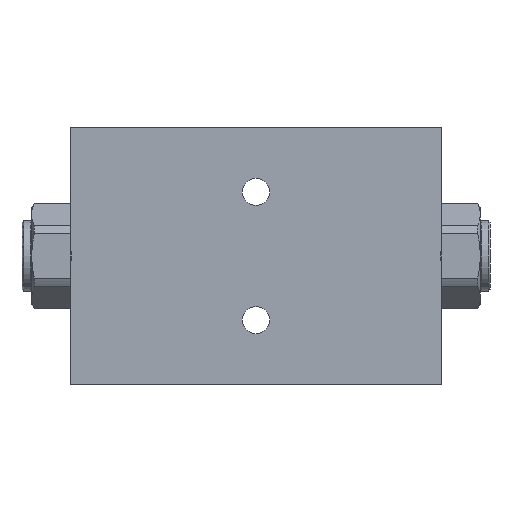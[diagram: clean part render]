
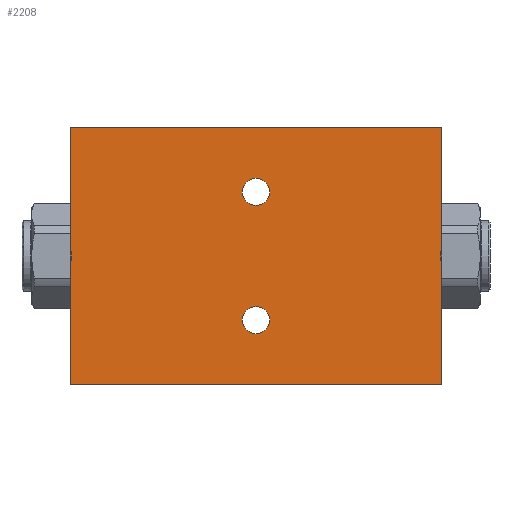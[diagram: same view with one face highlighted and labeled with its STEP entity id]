
A CAD part, front view. The second image highlights one B-rep face of the part: STEP entity #2208.
In plain terms, the highlighted planar face has unit normal (0, -1, 0).
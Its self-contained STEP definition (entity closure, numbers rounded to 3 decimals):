
#63=LINE('',#3182,#135);
#67=LINE('',#3194,#139);
#70=LINE('',#3202,#142);
#72=LINE('',#3209,#144);
#135=VECTOR('',#2658,1000.);
#139=VECTOR('',#2668,1000.);
#142=VECTOR('',#2675,1000.);
#144=VECTOR('',#2683,1000.);
#437=ORIENTED_EDGE('',*,*,#757,.F.);
#438=ORIENTED_EDGE('',*,*,#758,.F.);
#439=ORIENTED_EDGE('',*,*,#742,.T.);
#440=ORIENTED_EDGE('',*,*,#748,.T.);
#441=ORIENTED_EDGE('',*,*,#752,.T.);
#442=ORIENTED_EDGE('',*,*,#756,.T.);
#742=EDGE_CURVE('',#912,#911,#63,.T.);
#748=EDGE_CURVE('',#911,#916,#67,.T.);
#752=EDGE_CURVE('',#916,#919,#70,.T.);
#756=EDGE_CURVE('',#919,#912,#72,.T.);
#757=EDGE_CURVE('',#922,#922,#1025,.T.);
#758=EDGE_CURVE('',#923,#923,#1026,.T.);
#911=VERTEX_POINT('',#3181);
#912=VERTEX_POINT('',#3183);
#916=VERTEX_POINT('',#3193);
#919=VERTEX_POINT('',#3201);
#922=VERTEX_POINT('',#3212);
#923=VERTEX_POINT('',#3214);
#1025=CIRCLE('',#2363,4.25);
#1026=CIRCLE('',#2364,4.25);
#1121=EDGE_LOOP('',(#437));
#1122=EDGE_LOOP('',(#438));
#1123=EDGE_LOOP('',(#439,#440,#441,#442));
#1280=FACE_BOUND('',#1121,.T.);
#1281=FACE_BOUND('',#1122,.T.);
#1282=FACE_BOUND('',#1123,.T.);
#1406=PLANE('',#2362);
#2208=ADVANCED_FACE('',(#1280,#1281,#1282),#1406,.T.);
#2362=AXIS2_PLACEMENT_3D('',#3210,#2684,#2685);
#2363=AXIS2_PLACEMENT_3D('',#3211,#2686,#2687);
#2364=AXIS2_PLACEMENT_3D('',#3213,#2688,#2689);
#2658=DIRECTION('',(0.,0.,-1.));
#2668=DIRECTION('',(1.,0.,0.));
#2675=DIRECTION('',(0.,0.,1.));
#2683=DIRECTION('',(-1.,0.,0.));
#2684=DIRECTION('',(0.,-1.,0.));
#2685=DIRECTION('',(0.,0.,-1.));
#2686=DIRECTION('',(0.,-1.,0.));
#2687=DIRECTION('',(1.,0.,0.));
#2688=DIRECTION('',(0.,-1.,0.));
#2689=DIRECTION('',(1.,0.,0.));
#3181=CARTESIAN_POINT('',(-58.,-17.5,-40.));
#3182=CARTESIAN_POINT('',(-58.,-17.5,40.));
#3183=CARTESIAN_POINT('',(-58.,-17.5,40.));
#3193=CARTESIAN_POINT('',(58.,-17.5,-40.));
#3194=CARTESIAN_POINT('',(-58.,-17.5,-40.));
#3201=CARTESIAN_POINT('',(58.,-17.5,40.));
#3202=CARTESIAN_POINT('',(58.,-17.5,-40.));
#3209=CARTESIAN_POINT('',(58.,-17.5,40.));
#3210=CARTESIAN_POINT('',(0.,-17.5,0.));
#3211=CARTESIAN_POINT('',(0.,-17.5,-20.));
#3212=CARTESIAN_POINT('',(4.25,-17.5,-20.));
#3213=CARTESIAN_POINT('',(0.,-17.5,20.));
#3214=CARTESIAN_POINT('',(4.25,-17.5,20.));
